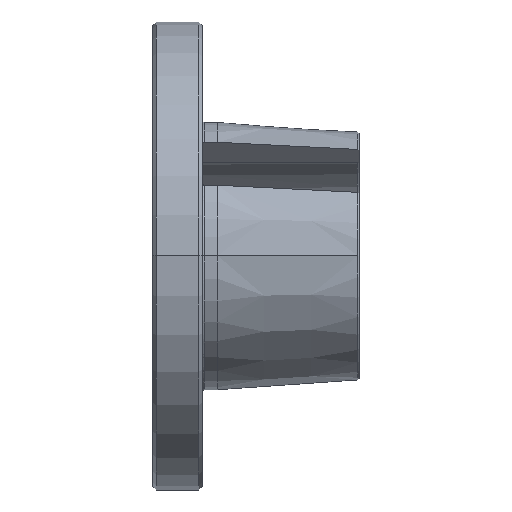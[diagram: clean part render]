
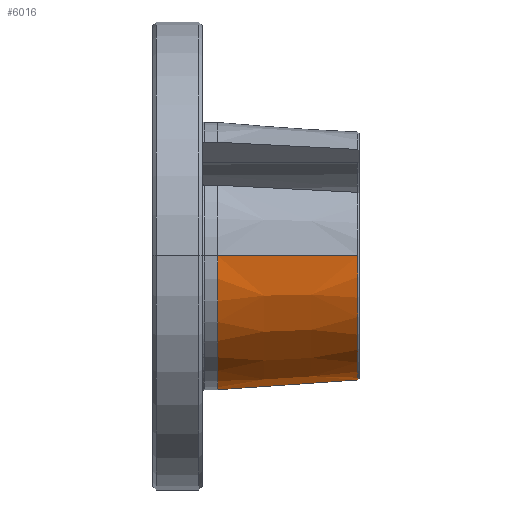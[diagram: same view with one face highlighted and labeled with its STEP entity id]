
A CAD part, top view. The second image highlights one B-rep face of the part: STEP entity #6016.
In plain terms, the highlighted conical face has half-angle 4 degrees and reference radius 34.925 mm.
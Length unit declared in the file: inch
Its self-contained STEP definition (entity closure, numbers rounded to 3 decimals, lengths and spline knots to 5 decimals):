
#210 = AXIS2_PLACEMENT_3D ( 'NONE', #5123, #1835, #1315 ) ;
#233 = CARTESIAN_POINT ( 'NONE',  ( 2.10874, -1.27409, 0.02559 ) ) ;
#674 = CIRCLE ( 'NONE', #2226, 1.375 ) ;
#676 = VECTOR ( 'NONE', #5588, 39.37008 ) ;
#690 = LINE ( 'NONE', #2335, #676 ) ;
#756 = DIRECTION ( 'NONE',  ( -1., 0., 0. ) ) ;
#778 = DIRECTION ( 'NONE',  ( 1., 0., 0. ) ) ;
#927 = FACE_OUTER_BOUND ( 'NONE', #3682, .T. ) ;
#1102 = CIRCLE ( 'NONE', #6133, 1.27434 ) ;
#1315 = DIRECTION ( 'NONE',  ( 0., 0., 1. ) ) ;
#1821 = CARTESIAN_POINT ( 'NONE',  ( 1.14911, -1.3412, 0.02559 ) ) ;
#1835 = DIRECTION ( 'NONE',  ( -1., 0., 0. ) ) ;
#1842 = ORIENTED_EDGE ( 'NONE', *, *, #2324, .T. ) ;
#1935 = VERTEX_POINT ( 'NONE', #5354 ) ;
#2226 = AXIS2_PLACEMENT_3D ( 'NONE', #3779, #778, #4223 ) ;
#2315 = EDGE_CURVE ( 'NONE', #6192, #1935, #1102, .T. ) ;
#2324 = EDGE_CURVE ( 'NONE', #1935, #2835, #690, .T. ) ;
#2335 = CARTESIAN_POINT ( 'NONE',  ( 0.66929, 0., 1.375 ) ) ;
#2340 = EDGE_CURVE ( 'NONE', #2835, #2684, #674, .T. ) ;
#2349 = EDGE_CURVE ( 'NONE', #6192, #2684, #3514, .T. ) ;
#2684 = VERTEX_POINT ( 'NONE', #4415 ) ;
#2835 = VERTEX_POINT ( 'NONE', #5574 ) ;
#2879 = CARTESIAN_POINT ( 'NONE',  ( 0.66929, -1.37476, 0.02559 ) ) ;
#3514 = B_SPLINE_CURVE_WITH_KNOTS ( 'NONE', 3,
 ( #5615, #5134, #1821, #2879 ),
 .UNSPECIFIED., .F., .F.,
 ( 4, 4 ),
 ( 0., 0.03665 ),
 .UNSPECIFIED. ) ;
#3555 = ORIENTED_EDGE ( 'NONE', *, *, #2340, .T. ) ;
#3682 = EDGE_LOOP ( 'NONE', ( #5301, #1842, #3555, #6146 ) ) ;
#3756 = CARTESIAN_POINT ( 'NONE',  ( 2.10874, 0., 0. ) ) ;
#3779 = CARTESIAN_POINT ( 'NONE',  ( 0.66929, 0., 0. ) ) ;
#4208 = DIRECTION ( 'NONE',  ( 0., 0., 1. ) ) ;
#4223 = DIRECTION ( 'NONE',  ( 0., 0., 1. ) ) ;
#4415 = CARTESIAN_POINT ( 'NONE',  ( 0.66929, -1.37476, 0.02559 ) ) ;
#4723 = CONICAL_SURFACE ( 'NONE', #210, 1.375, 0.07 ) ;
#5123 = CARTESIAN_POINT ( 'NONE',  ( 0.66929, 0., 0. ) ) ;
#5134 = CARTESIAN_POINT ( 'NONE',  ( 1.62893, -1.30765, 0.02559 ) ) ;
#5301 = ORIENTED_EDGE ( 'NONE', *, *, #2315, .T. ) ;
#5354 = CARTESIAN_POINT ( 'NONE',  ( 2.10874, 0., 1.27434 ) ) ;
#5574 = CARTESIAN_POINT ( 'NONE',  ( 0.66929, 0., 1.375 ) ) ;
#5588 = DIRECTION ( 'NONE',  ( -0.998, 0., 0.07 ) ) ;
#5615 = CARTESIAN_POINT ( 'NONE',  ( 2.10874, -1.27409, 0.02559 ) ) ;
#6016 = ADVANCED_FACE ( 'NONE', ( #927 ), #4723, .T. ) ;
#6133 = AXIS2_PLACEMENT_3D ( 'NONE', #3756, #756, #4208 ) ;
#6146 = ORIENTED_EDGE ( 'NONE', *, *, #2349, .F. ) ;
#6192 = VERTEX_POINT ( 'NONE', #233 ) ;
